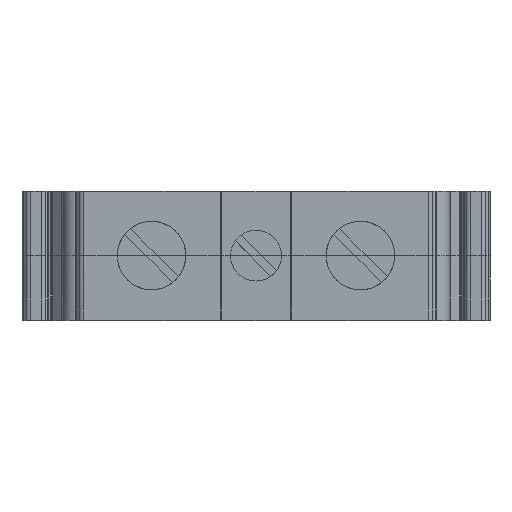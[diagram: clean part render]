
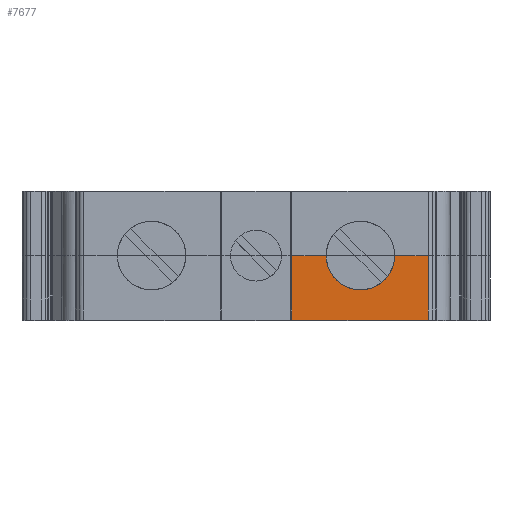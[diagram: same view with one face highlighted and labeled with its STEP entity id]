
A CAD part, top view. The second image highlights one B-rep face of the part: STEP entity #7677.
In plain terms, the highlighted planar face has unit normal (0, 0, 1).
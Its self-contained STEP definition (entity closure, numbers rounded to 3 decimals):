
#246 = ORIENTED_EDGE ( 'NONE', *, *, #6825, .T. ) ;
#542 = EDGE_CURVE ( 'NONE', #4056, #4853, #789, .T. ) ;
#789 = CIRCLE ( 'NONE', #10545, 4.25 ) ;
#1179 = DIRECTION ( 'NONE',  ( 1., 0., 0. ) ) ;
#1803 = VECTOR ( 'NONE', #8067, 1000. ) ;
#2118 = VERTEX_POINT ( 'NONE', #8372 ) ;
#2613 = VECTOR ( 'NONE', #9425, 1000. ) ;
#2669 = LINE ( 'NONE', #7068, #1803 ) ;
#3775 = ORIENTED_EDGE ( 'NONE', *, *, #10743, .F. ) ;
#3777 = EDGE_LOOP ( 'NONE', ( #8058, #4671, #9174, #246, #3775, #10015 ) ) ;
#3837 = CARTESIAN_POINT ( 'NONE',  ( 8., -26.6, 56.7 ) ) ;
#3981 = DIRECTION ( 'NONE',  ( 0., 0., -1. ) ) ;
#4056 = VERTEX_POINT ( 'NONE', #5492 ) ;
#4057 = CARTESIAN_POINT ( 'NONE',  ( 0., -26.6, 56.7 ) ) ;
#4215 = AXIS2_PLACEMENT_3D ( 'NONE', #10318, #3981, #11248 ) ;
#4414 = DIRECTION ( 'NONE',  ( 0., 1., 0. ) ) ;
#4671 = ORIENTED_EDGE ( 'NONE', *, *, #5861, .T. ) ;
#4680 = FACE_OUTER_BOUND ( 'NONE', #3777, .T. ) ;
#4770 = DIRECTION ( 'NONE',  ( 0., 1., 0. ) ) ;
#4853 = VERTEX_POINT ( 'NONE', #6445 ) ;
#4942 = CARTESIAN_POINT ( 'NONE',  ( 8., -39.35, 56.7 ) ) ;
#4948 = EDGE_CURVE ( 'NONE', #5802, #10921, #6963, .T. ) ;
#5492 = CARTESIAN_POINT ( 'NONE',  ( 8., -39.35, 56.7 ) ) ;
#5765 = CARTESIAN_POINT ( 'NONE',  ( 8., -26.6, 56.7 ) ) ;
#5783 = VECTOR ( 'NONE', #1179, 1000. ) ;
#5802 = VERTEX_POINT ( 'NONE', #11273 ) ;
#5851 = PLANE ( 'NONE',  #4215 ) ;
#5861 = EDGE_CURVE ( 'NONE', #2118, #4056, #7768, .T. ) ;
#5999 = DIRECTION ( 'NONE',  ( 0., 1., 0. ) ) ;
#6401 = LINE ( 'NONE', #5765, #6985 ) ;
#6445 = CARTESIAN_POINT ( 'NONE',  ( 8., -30.85, 56.7 ) ) ;
#6453 = LINE ( 'NONE', #4057, #5783 ) ;
#6825 = EDGE_CURVE ( 'NONE', #4853, #9307, #6401, .T. ) ;
#6963 = LINE ( 'NONE', #9538, #2613 ) ;
#6985 = VECTOR ( 'NONE', #4770, 1000. ) ;
#7068 = CARTESIAN_POINT ( 'NONE',  ( 0., -43.493, 56.7 ) ) ;
#7677 = ADVANCED_FACE ( 'NONE', ( #4680 ), #5851, .F. ) ;
#7768 = LINE ( 'NONE', #4942, #10900 ) ;
#7944 = DIRECTION ( 'NONE',  ( 0., 0., -1. ) ) ;
#8058 = ORIENTED_EDGE ( 'NONE', *, *, #9161, .T. ) ;
#8067 = DIRECTION ( 'NONE',  ( 1., 0., 0. ) ) ;
#8372 = CARTESIAN_POINT ( 'NONE',  ( 8., -43.493, 56.7 ) ) ;
#8763 = CARTESIAN_POINT ( 'NONE',  ( 8., -35.1, 56.7 ) ) ;
#9161 = EDGE_CURVE ( 'NONE', #5802, #2118, #2669, .T. ) ;
#9174 = ORIENTED_EDGE ( 'NONE', *, *, #542, .T. ) ;
#9307 = VERTEX_POINT ( 'NONE', #3837 ) ;
#9425 = DIRECTION ( 'NONE',  ( 0., 1., 0. ) ) ;
#9538 = CARTESIAN_POINT ( 'NONE',  ( 0., -39.349, 56.7 ) ) ;
#10015 = ORIENTED_EDGE ( 'NONE', *, *, #4948, .F. ) ;
#10318 = CARTESIAN_POINT ( 'NONE',  ( 0., -26.6, 56.7 ) ) ;
#10545 = AXIS2_PLACEMENT_3D ( 'NONE', #8763, #7944, #4414 ) ;
#10621 = CARTESIAN_POINT ( 'NONE',  ( 0., -26.6, 56.7 ) ) ;
#10743 = EDGE_CURVE ( 'NONE', #10921, #9307, #6453, .T. ) ;
#10900 = VECTOR ( 'NONE', #5999, 1000. ) ;
#10921 = VERTEX_POINT ( 'NONE', #10621 ) ;
#11248 = DIRECTION ( 'NONE',  ( 1., 0., 0. ) ) ;
#11273 = CARTESIAN_POINT ( 'NONE',  ( 0., -43.493, 56.7 ) ) ;
